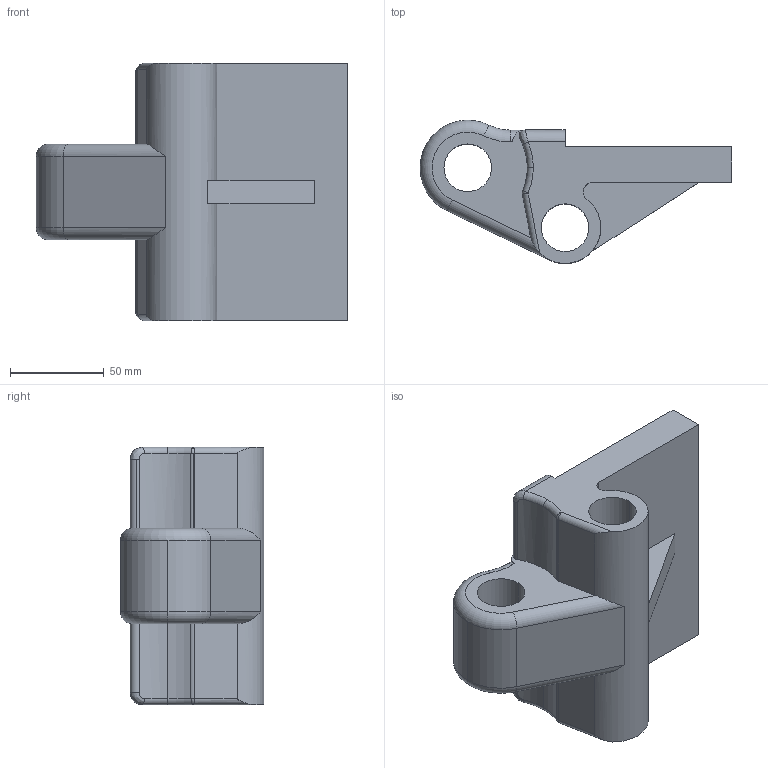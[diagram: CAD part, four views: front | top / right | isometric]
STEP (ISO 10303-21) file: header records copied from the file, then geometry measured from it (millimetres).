
FILE_DESCRIPTION (( 'STEP AP203' ), '1' );
FILE_NAME ('User Library-front wheel independent suspension assembly(partial)_ISmount1_Default_sldprt.STEP', '2023-07-02T00:56:49', ( '' ), ( '' ), 'SwSTEP 2.0', 'SolidWorks 2022', '' );
FILE_SCHEMA (( 'CONFIG_CONTROL_DESIGN' ));
Length unit declared in the file: inch
Products named in the file (1): User Library-front wheel independent suspension assembly(partial)_ISmount1_Default_sldprt
Bounding box: 166.15 x 76.36 x 137.16 mm (x, y, z)
Volume: 570121 mm3; surface area: 79843.6 mm2
Topology: 1 solids, 1 shells, 59 faces, 153 edges, 96 vertices
Faces by surface type: cylinder 31, plane 15, torus 9, bspline 2, sphere 2
Entity records: 2151 total; most frequent: CARTESIAN_POINT 585, DIRECTION 334, ORIENTED_EDGE 306, EDGE_CURVE 153, AXIS2_PLACEMENT_3D 133, VERTEX_POINT 96, CIRCLE 75, VECTOR 68
